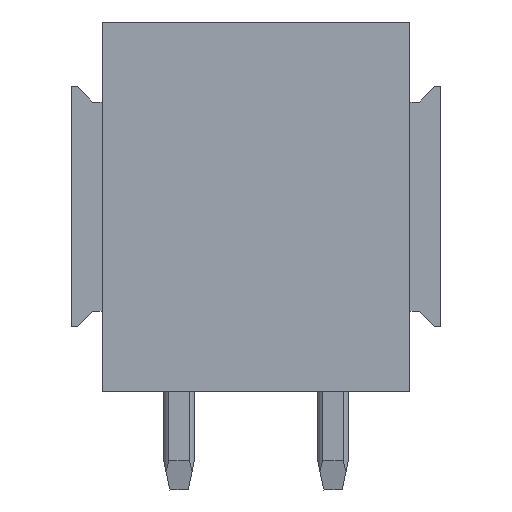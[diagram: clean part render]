
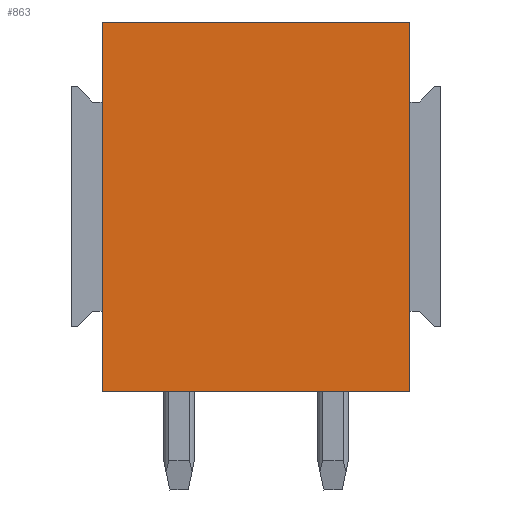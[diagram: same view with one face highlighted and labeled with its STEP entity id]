
A CAD part, front view. The second image highlights one B-rep face of the part: STEP entity #863.
In plain terms, the highlighted planar face has unit normal (0, -1, 0).
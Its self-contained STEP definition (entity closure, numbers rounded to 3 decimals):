
#843=AXIS2_PLACEMENT_3D('Plane Axis2P3D',#840,#841,#842) ;
#299=CARTESIAN_POINT('Vertex',(11.,0.,3.2)) ;
#302=CARTESIAN_POINT('Line Origine',(6.,0.,3.2)) ;
#306=CARTESIAN_POINT('Vertex',(1.,0.,3.2)) ;
#815=CARTESIAN_POINT('Vertex',(11.,0.,15.2)) ;
#818=CARTESIAN_POINT('Line Origine',(11.,0.,9.2)) ;
#840=CARTESIAN_POINT('Axis2P3D Location',(1.,0.,3.2)) ;
#845=CARTESIAN_POINT('Line Origine',(6.,0.,15.2)) ;
#849=CARTESIAN_POINT('Vertex',(1.,0.,15.2)) ;
#852=CARTESIAN_POINT('Line Origine',(1.,0.,9.2)) ;
#303=DIRECTION('Vector Direction',(1.,0.,0.)) ;
#819=DIRECTION('Vector Direction',(0.,0.,1.)) ;
#841=DIRECTION('Axis2P3D Direction',(0.,1.,0.)) ;
#842=DIRECTION('Axis2P3D XDirection',(0.,0.,1.)) ;
#846=DIRECTION('Vector Direction',(1.,0.,0.)) ;
#853=DIRECTION('Vector Direction',(0.,0.,1.)) ;
#304=VECTOR('Line Direction',#303,1.) ;
#820=VECTOR('Line Direction',#819,1.) ;
#847=VECTOR('Line Direction',#846,1.) ;
#854=VECTOR('Line Direction',#853,1.) ;
#858=ORIENTED_EDGE('',*,*,#822,.T.) ;
#859=ORIENTED_EDGE('',*,*,#851,.F.) ;
#860=ORIENTED_EDGE('',*,*,#856,.F.) ;
#861=ORIENTED_EDGE('',*,*,#308,.T.) ;
#863=ADVANCED_FACE('Housing',(#862),#844,.F.) ;
#308=EDGE_CURVE('',#307,#300,#305,.T.) ;
#822=EDGE_CURVE('',#300,#816,#821,.T.) ;
#851=EDGE_CURVE('',#850,#816,#848,.T.) ;
#856=EDGE_CURVE('',#307,#850,#855,.T.) ;
#857=EDGE_LOOP('',(#858,#859,#860,#861)) ;
#862=FACE_OUTER_BOUND('',#857,.T.) ;
#305=LINE('Line',#302,#304) ;
#821=LINE('Line',#818,#820) ;
#848=LINE('Line',#845,#847) ;
#855=LINE('Line',#852,#854) ;
#844=PLANE('',#843) ;
#300=VERTEX_POINT('',#299) ;
#307=VERTEX_POINT('',#306) ;
#816=VERTEX_POINT('',#815) ;
#850=VERTEX_POINT('',#849) ;
